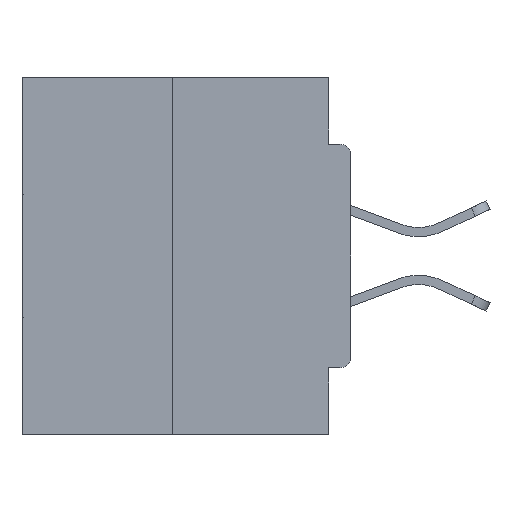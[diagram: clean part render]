
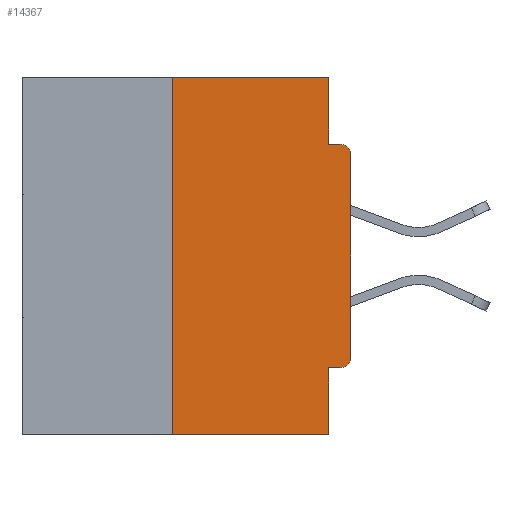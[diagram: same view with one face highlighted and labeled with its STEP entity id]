
A CAD part, left-side view. The second image highlights one B-rep face of the part: STEP entity #14367.
In plain terms, the highlighted planar face has unit normal (-1, 0, 0).
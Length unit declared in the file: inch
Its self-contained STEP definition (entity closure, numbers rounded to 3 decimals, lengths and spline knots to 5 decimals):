
#371 = CIRCLE ( 'NONE', #37251, 0.015 ) ;
#652 = CARTESIAN_POINT ( 'NONE',  ( 0., 0.46, 0. ) ) ;
#1056 = DIRECTION ( 'NONE',  ( 0., 0., -1. ) ) ;
#1833 = CARTESIAN_POINT ( 'NONE',  ( 0., 0.031, -0.5 ) ) ;
#2404 = ORIENTED_EDGE ( 'NONE', *, *, #28720, .F. ) ;
#3892 = DIRECTION ( 'NONE',  ( 0., 0., 1. ) ) ;
#4332 = CARTESIAN_POINT ( 'NONE',  ( 0., 0.46, 0. ) ) ;
#4527 = EDGE_CURVE ( 'NONE', #15103, #32301, #20602, .T. ) ;
#4690 = ORIENTED_EDGE ( 'NONE', *, *, #31013, .F. ) ;
#4790 = DIRECTION ( 'NONE',  ( 0., 0., 1. ) ) ;
#5214 = ORIENTED_EDGE ( 'NONE', *, *, #12811, .T. ) ;
#5800 = VECTOR ( 'NONE', #10246, 39.37008 ) ;
#6164 = CARTESIAN_POINT ( 'NONE',  ( 0., 0.031, -0.4065 ) ) ;
#7027 = EDGE_CURVE ( 'NONE', #34433, #32350, #25610, .T. ) ;
#7353 = EDGE_CURVE ( 'NONE', #17579, #15103, #15253, .T. ) ;
#7533 = ORIENTED_EDGE ( 'NONE', *, *, #18668, .F. ) ;
#7686 = DIRECTION ( 'NONE',  ( 0., 0., -1. ) ) ;
#7877 = DIRECTION ( 'NONE',  ( -1., 0., 0. ) ) ;
#8754 = AXIS2_PLACEMENT_3D ( 'NONE', #652, #12970, #1056 ) ;
#9380 = CARTESIAN_POINT ( 'NONE',  ( 0., 0.25, 0. ) ) ;
#9472 = VERTEX_POINT ( 'NONE', #1833 ) ;
#9606 = VECTOR ( 'NONE', #3892, 39.37008 ) ;
#10246 = DIRECTION ( 'NONE',  ( 0., 0., -1. ) ) ;
#10960 = DIRECTION ( 'NONE',  ( -1., 0., 0. ) ) ;
#10966 = ORIENTED_EDGE ( 'NONE', *, *, #7027, .T. ) ;
#11266 = CARTESIAN_POINT ( 'NONE',  ( 0., 0.015, -0.4065 ) ) ;
#12225 = VECTOR ( 'NONE', #38450, 39.37008 ) ;
#12315 = LINE ( 'NONE', #21711, #18413 ) ;
#12731 = LINE ( 'NONE', #25560, #24982 ) ;
#12811 = EDGE_CURVE ( 'NONE', #26571, #34433, #371, .T. ) ;
#12970 = DIRECTION ( 'NONE',  ( 1., 0., 0. ) ) ;
#13869 = VECTOR ( 'NONE', #4790, 39.37008 ) ;
#14023 = VECTOR ( 'NONE', #21528, 39.37008 ) ;
#14273 = DIRECTION ( 'NONE',  ( 0., 0., -1. ) ) ;
#14367 = ADVANCED_FACE ( 'NONE', ( #33196 ), #24976, .F. ) ;
#14936 = CARTESIAN_POINT ( 'NONE',  ( 0., 0., -0.4065 ) ) ;
#15065 = AXIS2_PLACEMENT_3D ( 'NONE', #26137, #7877, #14273 ) ;
#15103 = VERTEX_POINT ( 'NONE', #9380 ) ;
#15253 = LINE ( 'NONE', #25816, #13869 ) ;
#17579 = VERTEX_POINT ( 'NONE', #34745 ) ;
#18208 = EDGE_CURVE ( 'NONE', #33798, #9472, #23673, .T. ) ;
#18349 = ORIENTED_EDGE ( 'NONE', *, *, #26149, .T. ) ;
#18413 = VECTOR ( 'NONE', #21843, 39.37008 ) ;
#18668 = EDGE_CURVE ( 'NONE', #32301, #35764, #12315, .T. ) ;
#19461 = ORIENTED_EDGE ( 'NONE', *, *, #7353, .F. ) ;
#19773 = CARTESIAN_POINT ( 'NONE',  ( 0., 0.031, 0. ) ) ;
#20191 = LINE ( 'NONE', #35400, #12225 ) ;
#20602 = LINE ( 'NONE', #4332, #33365 ) ;
#21528 = DIRECTION ( 'NONE',  ( 0., 1., 0. ) ) ;
#21711 = CARTESIAN_POINT ( 'NONE',  ( 0., 0.031, 0. ) ) ;
#21843 = DIRECTION ( 'NONE',  ( 0., 0., -1. ) ) ;
#22079 = CARTESIAN_POINT ( 'NONE',  ( 0., 0.031, -0.5 ) ) ;
#23673 = LINE ( 'NONE', #22079, #5800 ) ;
#24439 = CARTESIAN_POINT ( 'NONE',  ( 0., 0.015, -0.0935 ) ) ;
#24916 = CARTESIAN_POINT ( 'NONE',  ( 0., 0., 0. ) ) ;
#24976 = PLANE ( 'NONE',  #8754 ) ;
#24982 = VECTOR ( 'NONE', #37570, 39.37008 ) ;
#25340 = LINE ( 'NONE', #14936, #14023 ) ;
#25560 = CARTESIAN_POINT ( 'NONE',  ( 0., 0.46, -0.5 ) ) ;
#25610 = LINE ( 'NONE', #24916, #9606 ) ;
#25816 = CARTESIAN_POINT ( 'NONE',  ( 0., 0.25, 0. ) ) ;
#26137 = CARTESIAN_POINT ( 'NONE',  ( 0., 0.015, -0.1085 ) ) ;
#26149 = EDGE_CURVE ( 'NONE', #32350, #33914, #27883, .T. ) ;
#26471 = ORIENTED_EDGE ( 'NONE', *, *, #4527, .F. ) ;
#26495 = ORIENTED_EDGE ( 'NONE', *, *, #18208, .F. ) ;
#26496 = CARTESIAN_POINT ( 'NONE',  ( 0., 0., -0.3915 ) ) ;
#26571 = VERTEX_POINT ( 'NONE', #11266 ) ;
#27053 = EDGE_LOOP ( 'NONE', ( #26471, #19461, #27350, #26495, #2404, #5214, #10966, #18349, #4690, #7533 ) ) ;
#27350 = ORIENTED_EDGE ( 'NONE', *, *, #30295, .T. ) ;
#27883 = CIRCLE ( 'NONE', #15065, 0.015 ) ;
#28348 = CARTESIAN_POINT ( 'NONE',  ( 0., 0., -0.1085 ) ) ;
#28720 = EDGE_CURVE ( 'NONE', #26571, #33798, #25340, .T. ) ;
#30295 = EDGE_CURVE ( 'NONE', #17579, #9472, #12731, .T. ) ;
#31013 = EDGE_CURVE ( 'NONE', #35764, #33914, #20191, .T. ) ;
#32301 = VERTEX_POINT ( 'NONE', #19773 ) ;
#32350 = VERTEX_POINT ( 'NONE', #28348 ) ;
#32863 = CARTESIAN_POINT ( 'NONE',  ( 0., 0.031, -0.0935 ) ) ;
#33196 = FACE_OUTER_BOUND ( 'NONE', #27053, .T. ) ;
#33365 = VECTOR ( 'NONE', #37205, 39.37008 ) ;
#33798 = VERTEX_POINT ( 'NONE', #6164 ) ;
#33914 = VERTEX_POINT ( 'NONE', #24439 ) ;
#34433 = VERTEX_POINT ( 'NONE', #26496 ) ;
#34745 = CARTESIAN_POINT ( 'NONE',  ( 0., 0.25, -0.5 ) ) ;
#35400 = CARTESIAN_POINT ( 'NONE',  ( 0., 0., -0.0935 ) ) ;
#35764 = VERTEX_POINT ( 'NONE', #32863 ) ;
#37205 = DIRECTION ( 'NONE',  ( 0., -1., 0. ) ) ;
#37251 = AXIS2_PLACEMENT_3D ( 'NONE', #37673, #10960, #7686 ) ;
#37570 = DIRECTION ( 'NONE',  ( 0., -1., 0. ) ) ;
#37673 = CARTESIAN_POINT ( 'NONE',  ( 0., 0.015, -0.3915 ) ) ;
#38450 = DIRECTION ( 'NONE',  ( 0., -1., 0. ) ) ;
